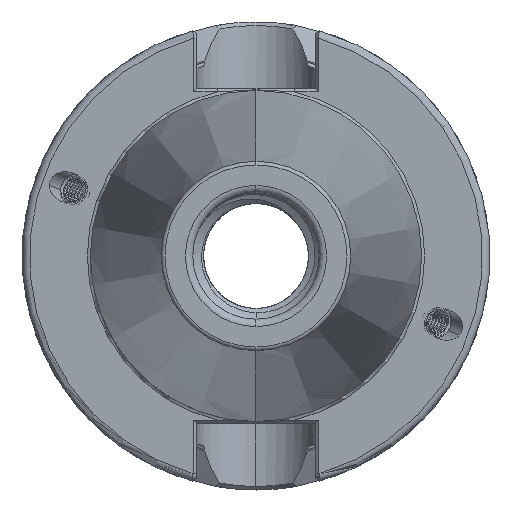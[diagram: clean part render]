
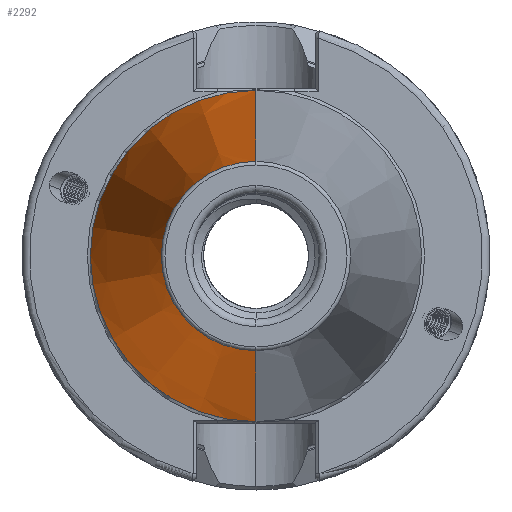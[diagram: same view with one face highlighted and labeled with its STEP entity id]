
A CAD part, left-side view. The second image highlights one B-rep face of the part: STEP entity #2292.
In plain terms, the highlighted conical face has half-angle 8.297 degrees and reference radius 22.298 mm.
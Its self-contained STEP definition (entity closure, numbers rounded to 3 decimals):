
#178 = VERTEX_POINT ( 'NONE', #23425 ) ;
#2292 = ADVANCED_FACE ( 'NONE', ( #25442 ), #25462, .T. ) ;
#5263 = EDGE_LOOP ( 'NONE', ( #13087, #13099, #13090, #13151 ) ) ;
#6118 = EDGE_CURVE ( 'NONE', #8361, #8390, #25816, .T. ) ;
#6119 = EDGE_CURVE ( 'NONE', #8371, #178, #25817, .T. ) ;
#6130 = EDGE_CURVE ( 'NONE', #8361, #8371, #25882, .T. ) ;
#6140 = EDGE_CURVE ( 'NONE', #8390, #178, #25873, .T. ) ;
#7079 = CARTESIAN_POINT ( 'NONE',  ( -1.5, 0., -22.298 ) ) ;
#7087 = CARTESIAN_POINT ( 'NONE',  ( -66.972, 0., -12.75 ) ) ;
#7160 = CARTESIAN_POINT ( 'NONE',  ( -66.972, 0., 12.75 ) ) ;
#8361 = VERTEX_POINT ( 'NONE', #7087 ) ;
#8371 = VERTEX_POINT ( 'NONE', #7079 ) ;
#8390 = VERTEX_POINT ( 'NONE', #7160 ) ;
#13087 = ORIENTED_EDGE ( 'NONE', *, *, #6118, .T. ) ;
#13090 = ORIENTED_EDGE ( 'NONE', *, *, #6119, .F. ) ;
#13099 = ORIENTED_EDGE ( 'NONE', *, *, #6140, .T. ) ;
#13151 = ORIENTED_EDGE ( 'NONE', *, *, #6130, .F. ) ;
#14763 = AXIS2_PLACEMENT_3D ( 'NONE', #19321, #19311, #19326 ) ;
#14764 = AXIS2_PLACEMENT_3D ( 'NONE', #19290, #19278, #19304 ) ;
#15010 = AXIS2_PLACEMENT_3D ( 'NONE', #19256, #19195, #19234 ) ;
#19195 = DIRECTION ( 'NONE',  ( 1., 0., 0. ) ) ;
#19234 = DIRECTION ( 'NONE',  ( 0., 0., -1. ) ) ;
#19256 = CARTESIAN_POINT ( 'NONE',  ( -1.5, 0., 0. ) ) ;
#19278 = DIRECTION ( 'NONE',  ( 1., 0., 0. ) ) ;
#19290 = CARTESIAN_POINT ( 'NONE',  ( -66.972, 0., 0. ) ) ;
#19304 = DIRECTION ( 'NONE',  ( 0., 0., -1. ) ) ;
#19311 = DIRECTION ( 'NONE',  ( 1., 0., 0. ) ) ;
#19321 = CARTESIAN_POINT ( 'NONE',  ( -1.5, 0., 0. ) ) ;
#19326 = DIRECTION ( 'NONE',  ( 0., 0., -1. ) ) ;
#19437 = CARTESIAN_POINT ( 'NONE',  ( -1.5, 0., -22.298 ) ) ;
#19462 = DIRECTION ( 'NONE',  ( 0.99, 0., -0.144 ) ) ;
#19552 = DIRECTION ( 'NONE',  ( 0.99, 0., 0.144 ) ) ;
#19562 = CARTESIAN_POINT ( 'NONE',  ( -1.5, 0., 22.298 ) ) ;
#23425 = CARTESIAN_POINT ( 'NONE',  ( -1.5, 0., 22.298 ) ) ;
#25442 = FACE_OUTER_BOUND ( 'NONE', #5263, .T. ) ;
#25462 = CONICAL_SURFACE ( 'NONE', #15010, 22.298, 0.145 ) ;
#25816 = CIRCLE ( 'NONE', #14764, 12.75 ) ;
#25817 = CIRCLE ( 'NONE', #14763, 22.298 ) ;
#25849 = VECTOR ( 'NONE', #19462, 1000. ) ;
#25873 = LINE ( 'NONE', #19562, #25879 ) ;
#25879 = VECTOR ( 'NONE', #19552, 1000. ) ;
#25882 = LINE ( 'NONE', #19437, #25849 ) ;
